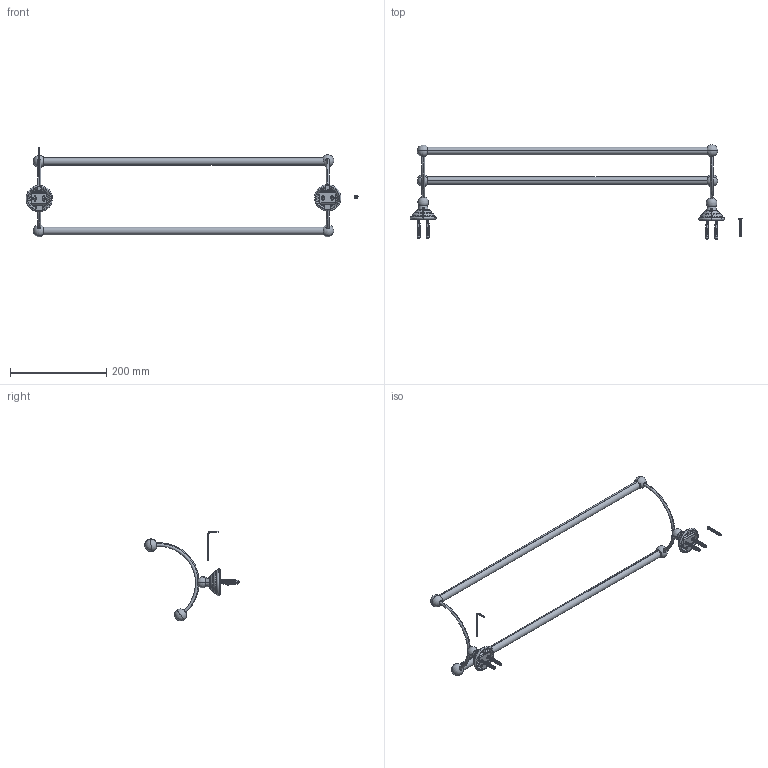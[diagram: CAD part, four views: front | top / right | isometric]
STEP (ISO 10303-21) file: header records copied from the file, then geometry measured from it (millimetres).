
FILE_DESCRIPTION((''),'2;1');
FILE_NAME('JCA0140CH_ASM','2022-03-07T13:04:20',('Lmd'),(''),'CREO PARAMETRIC BY PTC INC, 2018020','CREO PARAMETRIC BY PTC INC, 2018020','');
FILE_SCHEMA(('CONFIG_CONTROL_DESIGN'));
Length unit declared in the file: millimetre
Products named in the file (15): 2005001-012; 2004040-102; 2004040-122; 2004102-072; 2004240-071_ASM; 2004240-092; 2004240-072_ASM; DS-M5X8-J; 7005025-022; ZG-4_2X38-YDS; ZG-4_2X38-YDY; JD-S6; S2_5; DS-M5X10-J; JCA0140CH_ASM
Assembly tree (30 placements, depth 3):
  JCA0140CH_ASM
    2005001-012  x2
    2004240-071_ASM
      2004040-102
      2004040-122  x2
      2004102-072
    2004240-092  x2
    2004240-072_ASM
      2004040-102
      2004040-122  x2
      2004102-072
    DS-M5X8-J  x2
    7005025-022  x2
    ZG-4_2X38-YDS  x3
    ZG-4_2X38-YDY  x2
    JD-S6  x4
    S2_5
    DS-M5X10-J  x2
Bounding box: 690.99 x 196.58 x 186.99 mm (x, y, z)
Volume: 117229.8 mm3; surface area: 171167.7 mm2
Topology: 28 solids, 28 shells, 1758 faces, 4577 edges, 2868 vertices
Faces by surface type: cylinder 748, plane 373, bspline 365, torus 110, cone 104, sphere 58
Entity records: 50066 total; most frequent: CARTESIAN_POINT 34713, ORIENTED_EDGE 3528, DIRECTION 2508, EDGE_CURVE 1764, VERTEX_POINT 1120, AXIS2_PLACEMENT_3D 922, B_SPLINE_CURVE_WITH_KNOTS 770, EDGE_LOOP 712
